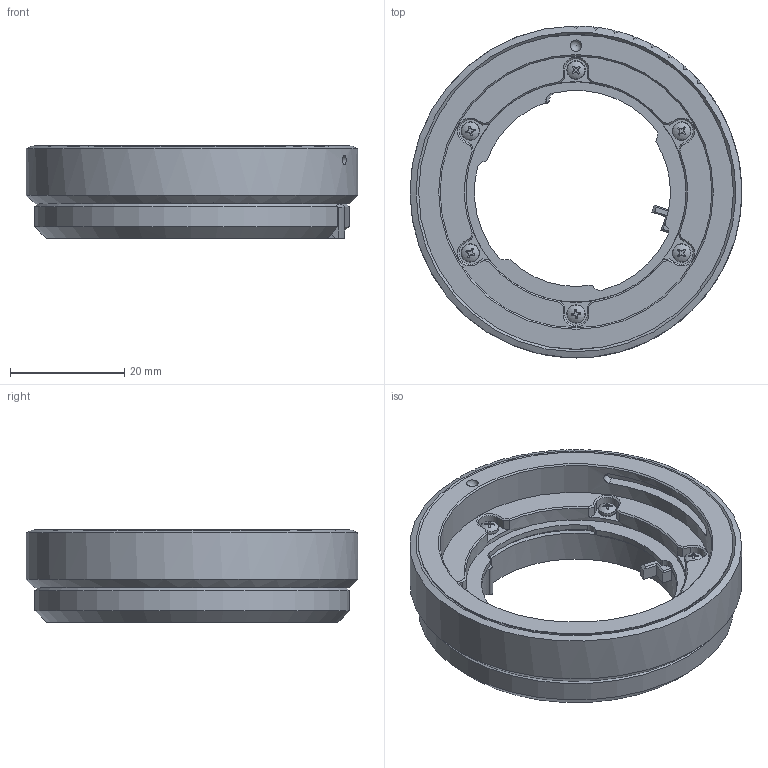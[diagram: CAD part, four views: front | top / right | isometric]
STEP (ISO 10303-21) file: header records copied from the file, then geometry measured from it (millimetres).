
FILE_DESCRIPTION(/* description */ (''),/* implementation_level */ '2;1');
FILE_NAME(/* name */ 'mountBodyBase_DKL_assembly',/* time_stamp */ '2023-12-06T13:24:06-05:00',/* author */ ('George Moua'),/* organization */ ('Archive 663'),/* preprocessor_version */ 'ST-DEVELOPER v16.7',/* originating_system */ 'Solid Edge',/* authorisation */ 'Unknown');
FILE_SCHEMA (('AUTOMOTIVE_DESIGN {1 0 10303 214 3 1 1}'));
Length unit declared in the file: millimetre
Products named in the file (7): mountLensBase; mountLensBase_DKL_oa_0; mountBodyBase_DKL; mountBodyBase_apertureRing_DKL; M1.6_panHead_5mm; mountBodyBase_mount_DKL; mountBodyBase_lensLock_DKL
Assembly tree (11 placements, depth 3):
  mountLensBase
    mountLensBase_DKL_oa_0
      mountBodyBase_DKL
      mountBodyBase_apertureRing_DKL
      M1.6_panHead_5mm  x6
      mountBodyBase_mount_DKL
      mountBodyBase_lensLock_DKL
Bounding box: 58 x 58 x 16.15 mm (x, y, z)
Volume: 18283.7 mm3; surface area: 15147.1 mm2
Topology: 10 solids, 10 shells, 676 faces, 2160 edges, 1517 vertices
Faces by surface type: plane 279, cylinder 226, cone 110, bspline 36, torus 18, sphere 7
Full cylindrical faces by diameter (mm): 1.3 x6, 1.6 x1, 1.8 x6, 38.5 x1, 47.5 x1, 55 x1, 58 x1
Entity records: 14880 total; most frequent: CARTESIAN_POINT 3990, ORIENTED_EDGE 2040, DIRECTION 1901, EDGE_CURVE 1020, AXIS2_PLACEMENT_3D 721, VERTEX_POINT 688, LINE 459, VECTOR 459
